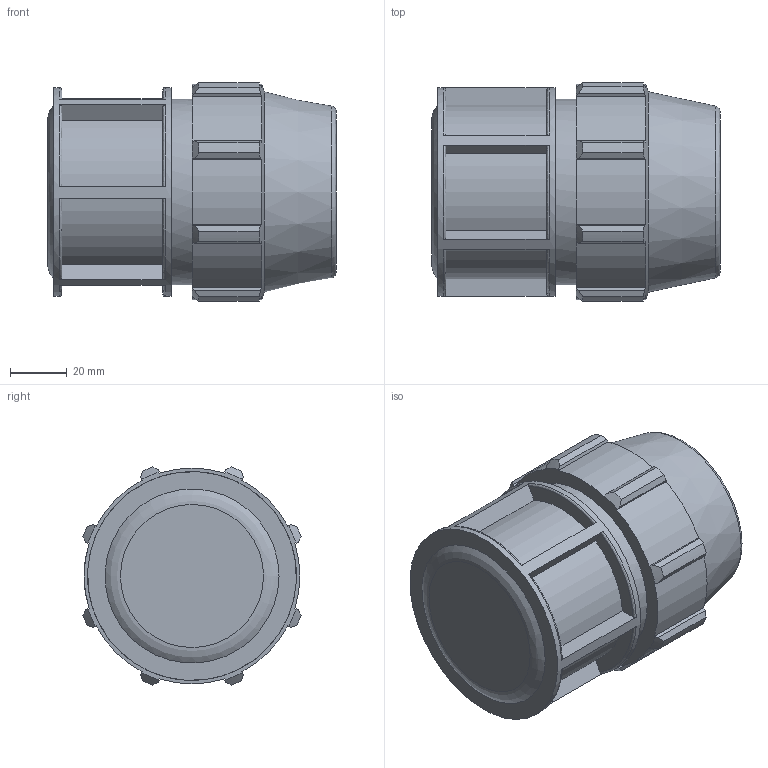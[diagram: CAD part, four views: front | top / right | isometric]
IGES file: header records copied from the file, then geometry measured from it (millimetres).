
Global section: file name: 071200040_181200040_0712060400A.ipt; native system: Autodesk Inventor 2015; preprocessor: unknown; author: Кирилл,,11,0; organization: 20170224.180708; date: 20170606.110535; units: millimetre
Bounding box: 102 x 77.16 x 77.16 mm (x, y, z)
Volume: 247481 mm3; surface area: 49134.8 mm2
Topology: 1 solids, 1 shells, 115 faces, 313 edges, 210 vertices
Faces by surface type: plane 63, cylinder 24, revolution 18, cone 10
Full cylindrical faces by diameter (mm): 65.6 x1, 73.8 x1
